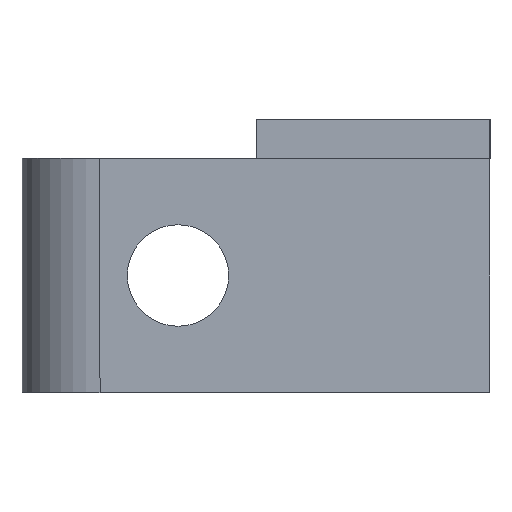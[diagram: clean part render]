
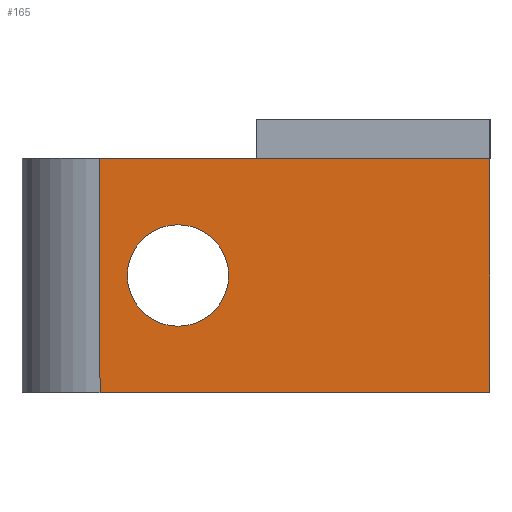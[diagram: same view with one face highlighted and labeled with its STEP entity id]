
A CAD part, left-side view. The second image highlights one B-rep face of the part: STEP entity #165.
In plain terms, the highlighted planar face has unit normal (-1, 0, 0).
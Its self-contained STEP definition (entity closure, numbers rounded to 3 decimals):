
#17 = CIRCLE ( 'NONE', #1102, 6.5 ) ;
#28 = FACE_OUTER_BOUND ( 'NONE', #1016, .T. ) ;
#32 = AXIS2_PLACEMENT_3D ( 'NONE', #1131, #331, #904 ) ;
#35 = CARTESIAN_POINT ( 'NONE',  ( -55., 0., -15. ) ) ;
#38 = CARTESIAN_POINT ( 'NONE',  ( -55., -10., 15. ) ) ;
#85 = DIRECTION ( 'NONE',  ( 0., 0., -1. ) ) ;
#100 = ORIENTED_EDGE ( 'NONE', *, *, #802, .T. ) ;
#113 = ORIENTED_EDGE ( 'NONE', *, *, #996, .F. ) ;
#135 = EDGE_CURVE ( 'NONE', #360, #1240, #17, .T. ) ;
#142 = LINE ( 'NONE', #1125, #1044 ) ;
#150 = CARTESIAN_POINT ( 'NONE',  ( -55., -20., 0. ) ) ;
#165 = ADVANCED_FACE ( 'NONE', ( #654, #28 ), #328, .T. ) ;
#218 = VECTOR ( 'NONE', #622, 1000. ) ;
#224 = EDGE_CURVE ( 'NONE', #581, #1425, #142, .T. ) ;
#239 = VECTOR ( 'NONE', #389, 1000. ) ;
#328 = PLANE ( 'NONE',  #32 ) ;
#331 = DIRECTION ( 'NONE',  ( -1., 0., 0. ) ) ;
#347 = CARTESIAN_POINT ( 'NONE',  ( -55., -60., -15. ) ) ;
#360 = VERTEX_POINT ( 'NONE', #819 ) ;
#389 = DIRECTION ( 'NONE',  ( 0., 1., 0. ) ) ;
#467 = VECTOR ( 'NONE', #837, 1000. ) ;
#482 = ORIENTED_EDGE ( 'NONE', *, *, #696, .T. ) ;
#501 = CARTESIAN_POINT ( 'NONE',  ( -55., -10., 15. ) ) ;
#503 = LINE ( 'NONE', #501, #467 ) ;
#527 = CARTESIAN_POINT ( 'NONE',  ( -55., -20., 0. ) ) ;
#531 = DIRECTION ( 'NONE',  ( 1., 0., 0. ) ) ;
#565 = LINE ( 'NONE', #764, #218 ) ;
#581 = VERTEX_POINT ( 'NONE', #1423 ) ;
#588 = LINE ( 'NONE', #35, #239 ) ;
#622 = DIRECTION ( 'NONE',  ( 0., 1., 0. ) ) ;
#654 = FACE_BOUND ( 'NONE', #1126, .T. ) ;
#670 = DIRECTION ( 'NONE',  ( 0., 0., -1. ) ) ;
#696 = EDGE_CURVE ( 'NONE', #581, #1509, #565, .T. ) ;
#709 = CIRCLE ( 'NONE', #1003, 6.5 ) ;
#764 = CARTESIAN_POINT ( 'NONE',  ( -55., 0., 15. ) ) ;
#802 = EDGE_CURVE ( 'NONE', #1240, #360, #709, .T. ) ;
#819 = CARTESIAN_POINT ( 'NONE',  ( -55., -20., -6.5 ) ) ;
#837 = DIRECTION ( 'NONE',  ( 0., 0., 1. ) ) ;
#844 = ORIENTED_EDGE ( 'NONE', *, *, #224, .F. ) ;
#904 = DIRECTION ( 'NONE',  ( 0., 0., 1. ) ) ;
#909 = VERTEX_POINT ( 'NONE', #1338 ) ;
#996 = EDGE_CURVE ( 'NONE', #909, #1509, #503, .T. ) ;
#1003 = AXIS2_PLACEMENT_3D ( 'NONE', #150, #1435, #1310 ) ;
#1016 = EDGE_LOOP ( 'NONE', ( #113, #1248, #844, #482 ) ) ;
#1044 = VECTOR ( 'NONE', #85, 1000. ) ;
#1102 = AXIS2_PLACEMENT_3D ( 'NONE', #527, #531, #670 ) ;
#1125 = CARTESIAN_POINT ( 'NONE',  ( -55., -60., 15. ) ) ;
#1126 = EDGE_LOOP ( 'NONE', ( #1445, #100 ) ) ;
#1131 = CARTESIAN_POINT ( 'NONE',  ( -55., 0., 15. ) ) ;
#1153 = EDGE_CURVE ( 'NONE', #1425, #909, #588, .T. ) ;
#1240 = VERTEX_POINT ( 'NONE', #1459 ) ;
#1248 = ORIENTED_EDGE ( 'NONE', *, *, #1153, .F. ) ;
#1310 = DIRECTION ( 'NONE',  ( 0., 0., -1. ) ) ;
#1338 = CARTESIAN_POINT ( 'NONE',  ( -55., -10., -15. ) ) ;
#1423 = CARTESIAN_POINT ( 'NONE',  ( -55., -60., 15. ) ) ;
#1425 = VERTEX_POINT ( 'NONE', #347 ) ;
#1435 = DIRECTION ( 'NONE',  ( 1., 0., 0. ) ) ;
#1445 = ORIENTED_EDGE ( 'NONE', *, *, #135, .T. ) ;
#1459 = CARTESIAN_POINT ( 'NONE',  ( -55., -20., 6.5 ) ) ;
#1509 = VERTEX_POINT ( 'NONE', #38 ) ;
